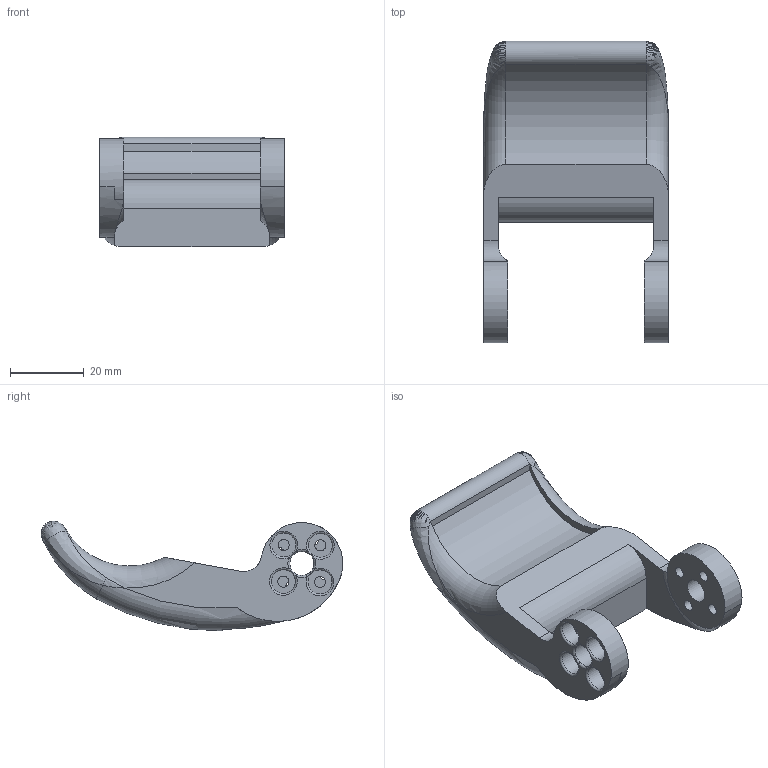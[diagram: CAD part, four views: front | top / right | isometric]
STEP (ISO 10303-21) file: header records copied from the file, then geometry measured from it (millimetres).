
FILE_DESCRIPTION(/* description */ (''),/* implementation_level */ '2;1');
FILE_NAME(/* name */ 'Prehenseur_fifty_fifty_Main_right.step',/* time_stamp */ '2025-12-21T14:57:56+01:00',/* author */ (''),/* organization */ (''),/* preprocessor_version */ 'ST-DEVELOPER v20.1',/* originating_system */ 'Autodesk Translation Framework v14.21.0.0',/* authorisation */ '');
FILE_SCHEMA (('AUTOMOTIVE_DESIGN { 1 0 10303 214 3 1 1 }'));
Length unit declared in the file: millimetre
Products named in the file (1): Main mobile
Bounding box: 50 x 81.63 x 29.66 mm (x, y, z)
Volume: 35690.5 mm3; surface area: 11797.6 mm2
Topology: 1 solids, 1 shells, 86 faces, 225 edges, 139 vertices
Faces by surface type: cylinder 30, torus 27, plane 23, bspline 6
Full cylindrical faces by diameter (mm): 3 x8, 6 x4, 6.5 x6
Entity records: 5026 total; most frequent: CARTESIAN_POINT 2814, DIRECTION 493, ORIENTED_EDGE 446, EDGE_CURVE 223, AXIS2_PLACEMENT_3D 222, CIRCLE 141, VERTEX_POINT 139, EDGE_LOOP 106
